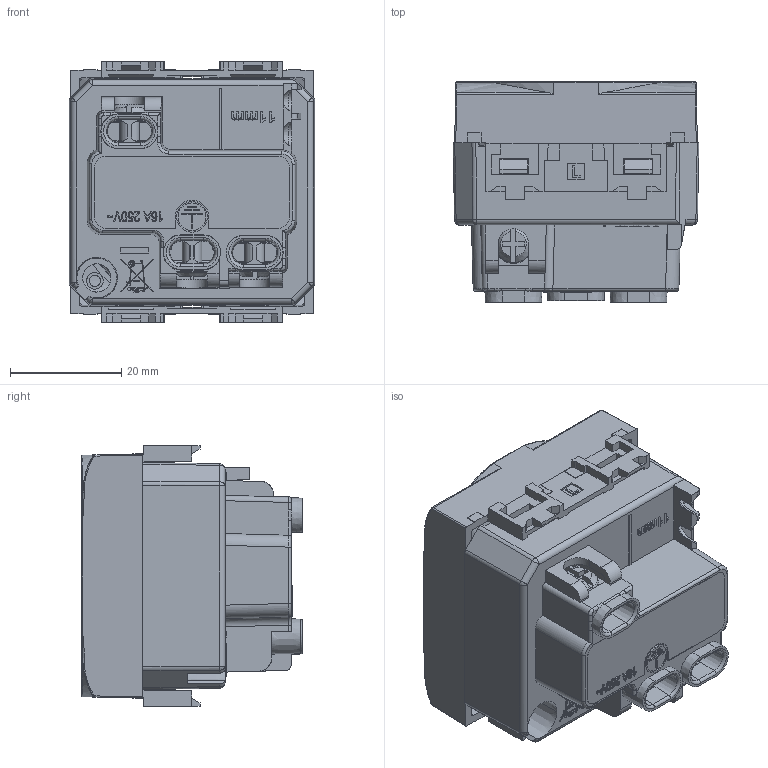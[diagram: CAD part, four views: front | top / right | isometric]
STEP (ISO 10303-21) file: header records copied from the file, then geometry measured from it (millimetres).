
FILE_DESCRIPTION (( 'STEP AP214' ), '1' );
FILE_NAME ('4BOX-P40-LIVING.STEP', '2024-08-22T23:52:19', ( '' ), ( '' ), 'SwSTEP 2.0', 'SolidWorks 2016', '' );
FILE_SCHEMA (( 'AUTOMOTIVE_DESIGN' ));
Length unit declared in the file: millimetre
Products named in the file (18): M3.5X6-20200624; P40諉華郪璃; DT16011_AF0_21; LF40207-L001-20200723; P40酘衵-源偶3郪璃; 31285042-p40酘衵源偶3; 2.5豜肣穩隊-; D801005049-; 4BOX-P40-LIVING; 揤盄え; DP16012_AF0_13; 31285044-; 湮す悵誘藷-陔耀; P40接地连接片-客户设计; LF40207002-20240301載陔; P17-SHUTTER_AF0_14; LK40207050-22
Assembly tree (22 placements, depth 3):
  4BOX-P40-LIVING
    LF40207-L001-20200723
    LF40207002-20240301載陔
    湮す悵誘藷-陔耀
      DT16011_AF0_21
      DP16012_AF0_13
      P17-SHUTTER_AF0_14
    P40諉華郪璃
      31285044-
      2.5豜肣穩隊-
      P40接地连接片-客户设计
      D801005049-
      揤盄え
      M3.5X6-20200624
    P40酘衵-源偶3郪璃
      31285042-p40酘衵源偶3
      M3.5X6-20200624
      LK40207050-22
    P40酘衵-源偶3郪璃
      31285042-p40酘衵源偶3
      揤盄え
      M3.5X6-20200624
      LK40207050-22
Bounding box: 44.25 x 39.71 x 47 mm (x, y, z)
Volume: 21552.3 mm3; surface area: 36656.8 mm2
Topology: 18 solids, 24 shells, 7407 faces, 19425 edges, 12856 vertices
Faces by surface type: plane 6072, cylinder 614, bspline 522, cone 161, torus 38
Entity records: 189351 total; most frequent: CARTESIAN_POINT 65552, ORIENTED_EDGE 26622, DIRECTION 20260, EDGE_CURVE 13311, LINE 9632, VECTOR 9632, VERTEX_POINT 8802, EDGE_LOOP 5489
